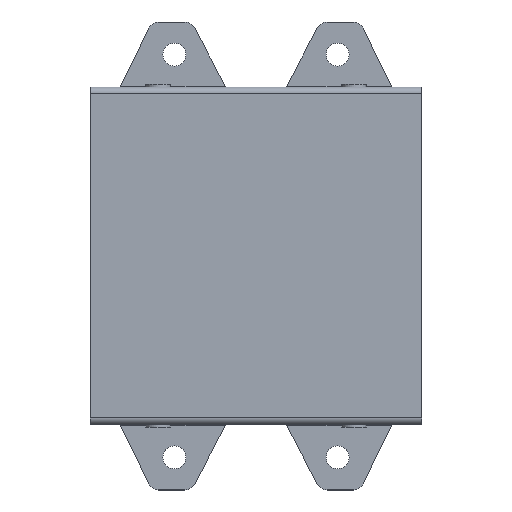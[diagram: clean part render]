
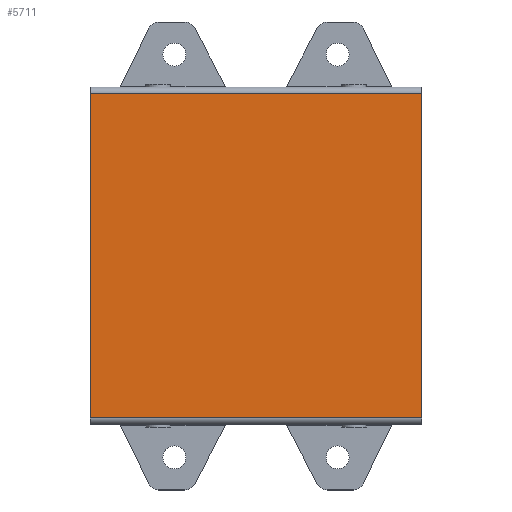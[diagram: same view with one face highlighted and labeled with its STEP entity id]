
A CAD part, top view. The second image highlights one B-rep face of the part: STEP entity #5711.
In plain terms, the highlighted planar face has unit normal (0, 0, 1).
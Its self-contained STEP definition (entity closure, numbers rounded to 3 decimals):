
#5456 = VERTEX_POINT('',#5457);
#5457 = CARTESIAN_POINT('',(30.5,29.8,22.7));
#5466 = VERTEX_POINT('',#5467);
#5467 = CARTESIAN_POINT('',(-30.5,29.8,22.7));
#5474 = EDGE_CURVE('',#5456,#5466,#5475,.T.);
#5475 = LINE('',#5476,#5477);
#5476 = CARTESIAN_POINT('',(30.5,29.8,22.7));
#5477 = VECTOR('',#5478,1.);
#5478 = DIRECTION('',(-1.,0.,0.));
#5711 = ADVANCED_FACE('',(#5712),#5737,.T.);
#5712 = FACE_BOUND('',#5713,.T.);
#5713 = EDGE_LOOP('',(#5714,#5722,#5723,#5731));
#5714 = ORIENTED_EDGE('',*,*,#5715,.T.);
#5715 = EDGE_CURVE('',#5716,#5456,#5718,.T.);
#5716 = VERTEX_POINT('',#5717);
#5717 = CARTESIAN_POINT('',(30.5,-29.8,22.7));
#5718 = LINE('',#5719,#5720);
#5719 = CARTESIAN_POINT('',(30.5,-29.8,22.7));
#5720 = VECTOR('',#5721,1.);
#5721 = DIRECTION('',(0.,1.,0.));
#5722 = ORIENTED_EDGE('',*,*,#5474,.T.);
#5723 = ORIENTED_EDGE('',*,*,#5724,.T.);
#5724 = EDGE_CURVE('',#5466,#5725,#5727,.T.);
#5725 = VERTEX_POINT('',#5726);
#5726 = CARTESIAN_POINT('',(-30.5,-29.8,22.7));
#5727 = LINE('',#5728,#5729);
#5728 = CARTESIAN_POINT('',(-30.5,29.8,22.7));
#5729 = VECTOR('',#5730,1.);
#5730 = DIRECTION('',(0.,-1.,0.));
#5731 = ORIENTED_EDGE('',*,*,#5732,.T.);
#5732 = EDGE_CURVE('',#5725,#5716,#5733,.T.);
#5733 = LINE('',#5734,#5735);
#5734 = CARTESIAN_POINT('',(-30.5,-29.8,22.7));
#5735 = VECTOR('',#5736,1.);
#5736 = DIRECTION('',(1.,0.,0.));
#5737 = PLANE('',#5738);
#5738 = AXIS2_PLACEMENT_3D('',#5739,#5740,#5741);
#5739 = CARTESIAN_POINT('',(0.,0.,22.7));
#5740 = DIRECTION('',(-0.,0.,1.));
#5741 = DIRECTION('',(0.,-1.,0.));
